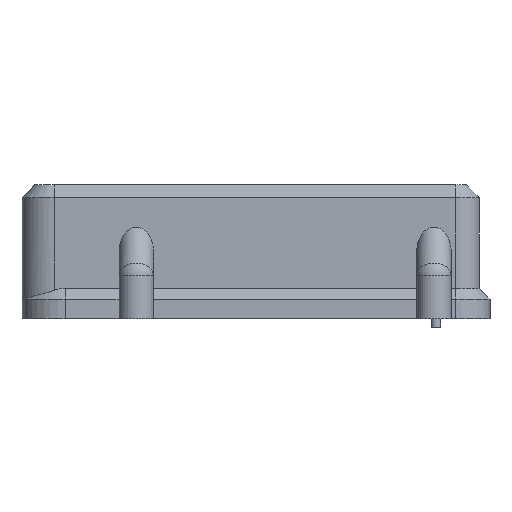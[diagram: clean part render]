
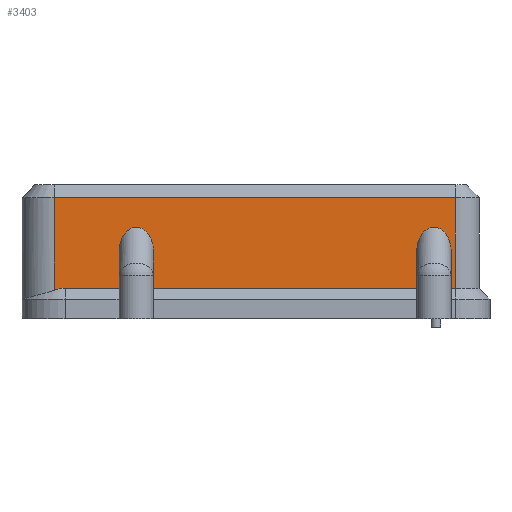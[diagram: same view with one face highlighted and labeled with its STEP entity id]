
A CAD part, left-side view. The second image highlights one B-rep face of the part: STEP entity #3403.
In plain terms, the highlighted planar face has unit normal (-1, 0, 0).
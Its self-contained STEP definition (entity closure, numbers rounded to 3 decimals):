
#33=ELLIPSE('',#3671,5.657,4.);
#34=ELLIPSE('',#3672,5.657,4.);
#41=(
BOUNDED_CURVE()
B_SPLINE_CURVE(2,(#5114,#5115,#5116),.UNSPECIFIED.,.F.,.F.)
B_SPLINE_CURVE_WITH_KNOTS((3,3),(1.078,1.478),
 .UNSPECIFIED.)
CURVE()
GEOMETRIC_REPRESENTATION_ITEM()
RATIONAL_B_SPLINE_CURVE((1.46,1.498,1.5))
REPRESENTATION_ITEM('')
);
#302=FACE_OUTER_BOUND('',#503,.T.);
#503=EDGE_LOOP('',(#2570,#2571,#2572,#2573,#2574,#2575,#2576,#2577,#2578,
#2579,#2580,#2581,#2582));
#793=LINE('',#5186,#1165);
#800=LINE('',#5201,#1172);
#817=LINE('',#5245,#1189);
#830=LINE('',#5285,#1202);
#831=LINE('',#5287,#1203);
#832=LINE('',#5289,#1204);
#833=LINE('',#5291,#1205);
#834=LINE('',#5294,#1206);
#835=LINE('',#5296,#1207);
#836=LINE('',#5299,#1208);
#1165=VECTOR('',#4159,10.);
#1172=VECTOR('',#4170,10.);
#1189=VECTOR('',#4217,10.);
#1202=VECTOR('',#4264,10.);
#1203=VECTOR('',#4267,10.);
#1204=VECTOR('',#4268,10.);
#1205=VECTOR('',#4269,10.);
#1206=VECTOR('',#4272,10.);
#1207=VECTOR('',#4273,10.);
#1208=VECTOR('',#4276,10.);
#1523=VERTEX_POINT('',#5097);
#1526=VERTEX_POINT('',#5112);
#1543=VERTEX_POINT('',#5179);
#1546=VERTEX_POINT('',#5184);
#1549=VERTEX_POINT('',#5194);
#1552=VERTEX_POINT('',#5199);
#1561=VERTEX_POINT('',#5238);
#1564=VERTEX_POINT('',#5243);
#1575=VERTEX_POINT('',#5288);
#1576=VERTEX_POINT('',#5290);
#1577=VERTEX_POINT('',#5292);
#1578=VERTEX_POINT('',#5295);
#1579=VERTEX_POINT('',#5297);
#1879=EDGE_CURVE('',#1523,#1526,#41,.T.);
#1908=EDGE_CURVE('',#1546,#1543,#793,.T.);
#1915=EDGE_CURVE('',#1552,#1549,#800,.T.);
#1937=EDGE_CURVE('',#1564,#1561,#817,.T.);
#1958=EDGE_CURVE('',#1552,#1561,#830,.T.);
#1959=EDGE_CURVE('',#1523,#1564,#831,.T.);
#1960=EDGE_CURVE('',#1575,#1526,#832,.T.);
#1961=EDGE_CURVE('',#1575,#1576,#833,.T.);
#1962=EDGE_CURVE('',#1576,#1577,#33,.T.);
#1963=EDGE_CURVE('',#1577,#1543,#834,.T.);
#1964=EDGE_CURVE('',#1546,#1578,#835,.T.);
#1965=EDGE_CURVE('',#1578,#1579,#34,.T.);
#1966=EDGE_CURVE('',#1579,#1549,#836,.T.);
#2570=ORIENTED_EDGE('',*,*,#1937,.F.);
#2571=ORIENTED_EDGE('',*,*,#1959,.F.);
#2572=ORIENTED_EDGE('',*,*,#1879,.T.);
#2573=ORIENTED_EDGE('',*,*,#1960,.F.);
#2574=ORIENTED_EDGE('',*,*,#1961,.T.);
#2575=ORIENTED_EDGE('',*,*,#1962,.T.);
#2576=ORIENTED_EDGE('',*,*,#1963,.T.);
#2577=ORIENTED_EDGE('',*,*,#1908,.F.);
#2578=ORIENTED_EDGE('',*,*,#1964,.T.);
#2579=ORIENTED_EDGE('',*,*,#1965,.T.);
#2580=ORIENTED_EDGE('',*,*,#1966,.T.);
#2581=ORIENTED_EDGE('',*,*,#1915,.F.);
#2582=ORIENTED_EDGE('',*,*,#1958,.T.);
#3257=PLANE('',#3670);
#3403=ADVANCED_FACE('',(#302),#3257,.T.);
#3670=AXIS2_PLACEMENT_3D('',#5286,#4265,#4266);
#3671=AXIS2_PLACEMENT_3D('',#5293,#4270,#4271);
#3672=AXIS2_PLACEMENT_3D('',#5298,#4274,#4275);
#4159=DIRECTION('',(0.,1.,0.));
#4170=DIRECTION('',(0.,1.,0.));
#4217=DIRECTION('',(0.,-1.,0.));
#4264=DIRECTION('',(0.,0.,1.));
#4265=DIRECTION('center_axis',(-1.,0.,0.));
#4266=DIRECTION('ref_axis',(0.,-1.,0.));
#4267=DIRECTION('',(0.,0.,1.));
#4268=DIRECTION('',(0.,1.,0.));
#4269=DIRECTION('',(0.,0.,1.));
#4270=DIRECTION('center_axis',(1.,0.,0.));
#4271=DIRECTION('ref_axis',(0.,0.,1.));
#4272=DIRECTION('',(0.,0.,-1.));
#4273=DIRECTION('',(0.,0.,1.));
#4274=DIRECTION('center_axis',(1.,0.,0.));
#4275=DIRECTION('ref_axis',(0.,0.,1.));
#4276=DIRECTION('',(0.,0.,-1.));
#5097=CARTESIAN_POINT('',(-43.,47.75,3.595));
#5112=CARTESIAN_POINT('',(-43.,45.372,4.));
#5114=CARTESIAN_POINT('Ctrl Pts',(-43.,47.75,3.595));
#5115=CARTESIAN_POINT('Ctrl Pts',(-43.,46.53,3.981));
#5116=CARTESIAN_POINT('Ctrl Pts',(-43.,45.372,4.));
#5179=CARTESIAN_POINT('',(-43.,24.75,4.));
#5184=CARTESIAN_POINT('',(-43.,-36.25,4.));
#5186=CARTESIAN_POINT('',(-43.,24.375,4.));
#5194=CARTESIAN_POINT('',(-43.,-44.25,4.));
#5199=CARTESIAN_POINT('',(-43.,-45.25,4.));
#5201=CARTESIAN_POINT('',(-43.,24.375,4.));
#5238=CARTESIAN_POINT('',(-43.,-45.25,25.));
#5243=CARTESIAN_POINT('',(-43.,47.75,25.));
#5245=CARTESIAN_POINT('',(-43.,25.,25.));
#5285=CARTESIAN_POINT('',(-43.,-45.25,4.));
#5286=CARTESIAN_POINT('Origin',(-43.,47.75,4.));
#5287=CARTESIAN_POINT('',(-43.,47.75,4.));
#5288=CARTESIAN_POINT('',(-43.,32.75,4.));
#5289=CARTESIAN_POINT('',(-43.,24.375,4.));
#5290=CARTESIAN_POINT('',(-43.,32.75,12.5));
#5291=CARTESIAN_POINT('',(-43.,32.75,5.5));
#5292=CARTESIAN_POINT('',(-43.,24.75,12.5));
#5293=CARTESIAN_POINT('Origin',(-43.,28.75,12.5));
#5294=CARTESIAN_POINT('',(-43.,24.75,5.5));
#5295=CARTESIAN_POINT('',(-43.,-36.25,12.5));
#5296=CARTESIAN_POINT('',(-43.,-36.25,5.5));
#5297=CARTESIAN_POINT('',(-43.,-44.25,12.5));
#5298=CARTESIAN_POINT('Origin',(-43.,-40.25,12.5));
#5299=CARTESIAN_POINT('',(-43.,-44.25,5.5));
